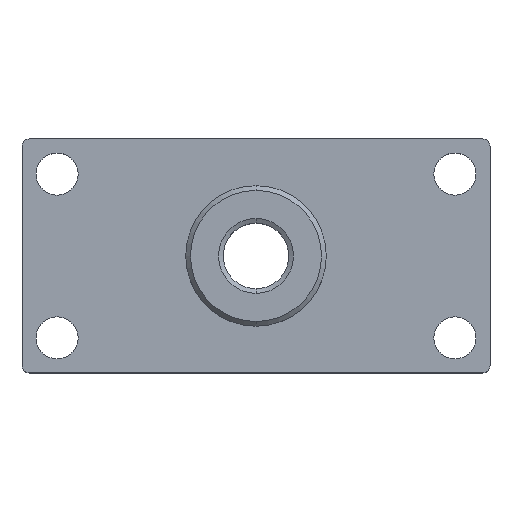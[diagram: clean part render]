
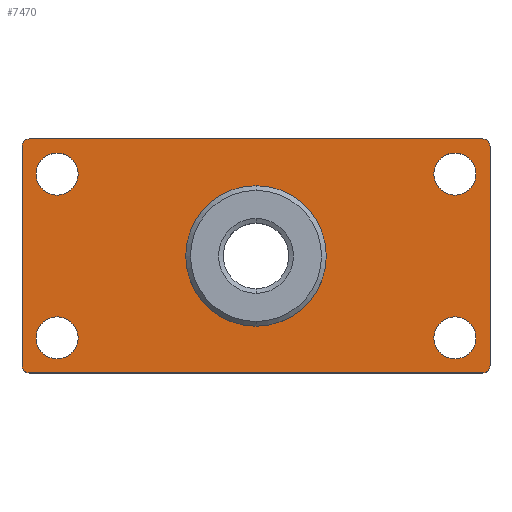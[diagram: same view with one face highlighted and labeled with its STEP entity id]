
A CAD part, top view. The second image highlights one B-rep face of the part: STEP entity #7470.
In plain terms, the highlighted planar face has unit normal (0, 0, 1).
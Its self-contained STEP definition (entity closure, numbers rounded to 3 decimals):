
#5970=CARTESIAN_POINT('',(0.,0.,10.));
#5980=DIRECTION('',(0.,0.,1.));
#5990=DIRECTION('',(1.,0.,0.));
#6000=AXIS2_PLACEMENT_3D('',#5970,#5980,#5990);
#6010=PLANE('',#6000);
#6020=CARTESIAN_POINT('',(92.5,42.5,10.));
#6030=DIRECTION('',(0.,0.,1.));
#6040=DIRECTION('',(1.,0.,0.));
#6050=AXIS2_PLACEMENT_3D('',#6020,#6030,#6040);
#6060=CIRCLE('',#6050,4.5);
#6070=CARTESIAN_POINT('',(97.,42.5,10.));
#6080=VERTEX_POINT('',#6070);
#6090=CARTESIAN_POINT('',(88.,42.5,10.));
#6100=VERTEX_POINT('',#6090);
#6110=EDGE_CURVE('',#6080,#6100,#6060,.T.);
#6120=ORIENTED_EDGE('',*,*,#6110,.F.);
#6130=EDGE_CURVE('',#6100,#6080,#6060,.T.);
#6140=ORIENTED_EDGE('',*,*,#6130,.F.);
#6150=EDGE_LOOP('',(#6140,#6120));
#6160=FACE_BOUND('',#6150,.T.);
#6170=CARTESIAN_POINT('',(50.,25.,10.));
#6180=DIRECTION('',(0.,0.,1.));
#6190=DIRECTION('',(1.,0.,0.));
#6200=AXIS2_PLACEMENT_3D('',#6170,#6180,#6190);
#6210=CIRCLE('',#6200,10.25);
#6220=CARTESIAN_POINT('',(60.25,25.,10.));
#6230=VERTEX_POINT('',#6220);
#6240=CARTESIAN_POINT('',(39.75,25.,10.));
#6250=VERTEX_POINT('',#6240);
#6260=EDGE_CURVE('',#6230,#6250,#6210,.T.);
#6270=ORIENTED_EDGE('',*,*,#6260,.F.);
#6280=EDGE_CURVE('',#6250,#6230,#6210,.T.);
#6290=ORIENTED_EDGE('',*,*,#6280,.F.);
#6300=EDGE_LOOP('',(#6290,#6270));
#6310=FACE_BOUND('',#6300,.T.);
#6320=CARTESIAN_POINT('',(92.5,7.5,10.));
#6330=DIRECTION('',(0.,0.,1.));
#6340=DIRECTION('',(1.,0.,0.));
#6350=AXIS2_PLACEMENT_3D('',#6320,#6330,#6340);
#6360=CIRCLE('',#6350,4.5);
#6370=CARTESIAN_POINT('',(97.,7.5,10.));
#6380=VERTEX_POINT('',#6370);
#6390=CARTESIAN_POINT('',(88.,7.5,10.));
#6400=VERTEX_POINT('',#6390);
#6410=EDGE_CURVE('',#6380,#6400,#6360,.T.);
#6420=ORIENTED_EDGE('',*,*,#6410,.F.);
#6430=EDGE_CURVE('',#6400,#6380,#6360,.T.);
#6440=ORIENTED_EDGE('',*,*,#6430,.F.);
#6450=EDGE_LOOP('',(#6440,#6420));
#6460=FACE_BOUND('',#6450,.T.);
#6470=CARTESIAN_POINT('',(7.5,42.5,10.));
#6480=DIRECTION('',(0.,0.,1.));
#6490=DIRECTION('',(1.,0.,0.));
#6500=AXIS2_PLACEMENT_3D('',#6470,#6480,#6490);
#6510=CIRCLE('',#6500,4.5);
#6520=CARTESIAN_POINT('',(12.,42.5,10.));
#6530=VERTEX_POINT('',#6520);
#6540=CARTESIAN_POINT('',(3.,42.5,10.));
#6550=VERTEX_POINT('',#6540);
#6560=EDGE_CURVE('',#6530,#6550,#6510,.T.);
#6570=ORIENTED_EDGE('',*,*,#6560,.F.);
#6580=EDGE_CURVE('',#6550,#6530,#6510,.T.);
#6590=ORIENTED_EDGE('',*,*,#6580,.F.);
#6600=EDGE_LOOP('',(#6590,#6570));
#6610=FACE_BOUND('',#6600,.T.);
#6620=CARTESIAN_POINT('',(7.5,7.5,10.));
#6630=DIRECTION('',(0.,0.,1.));
#6640=DIRECTION('',(1.,0.,0.));
#6650=AXIS2_PLACEMENT_3D('',#6620,#6630,#6640);
#6660=CIRCLE('',#6650,4.5);
#6670=CARTESIAN_POINT('',(12.,7.5,10.));
#6680=VERTEX_POINT('',#6670);
#6690=CARTESIAN_POINT('',(3.,7.5,10.));
#6700=VERTEX_POINT('',#6690);
#6710=EDGE_CURVE('',#6680,#6700,#6660,.T.);
#6720=ORIENTED_EDGE('',*,*,#6710,.F.);
#6730=EDGE_CURVE('',#6700,#6680,#6660,.T.);
#6740=ORIENTED_EDGE('',*,*,#6730,.F.);
#6750=EDGE_LOOP('',(#6740,#6720));
#6760=FACE_BOUND('',#6750,.T.);
#6770=CARTESIAN_POINT('',(1.6,1.6,10.));
#6780=DIRECTION('',(0.,0.,-1.));
#6790=DIRECTION('',(-1.,0.,0.));
#6800=AXIS2_PLACEMENT_3D('',#6770,#6780,#6790);
#6810=CIRCLE('',#6800,1.6);
#6820=CARTESIAN_POINT('',(1.6,0.,10.));
#6830=VERTEX_POINT('',#6820);
#6840=CARTESIAN_POINT('',(0.,1.6,10.));
#6850=VERTEX_POINT('',#6840);
#6860=EDGE_CURVE('',#6830,#6850,#6810,.T.);
#6870=ORIENTED_EDGE('',*,*,#6860,.F.);
#6880=CARTESIAN_POINT('',(0.,50.,10.));
#6890=DIRECTION('',(0.,-1.,0.));
#6900=VECTOR('',#6890,1.);
#6910=LINE('',#6880,#6900);
#6920=CARTESIAN_POINT('',(0.,48.4,10.));
#6930=VERTEX_POINT('',#6920);
#6940=EDGE_CURVE('',#6930,#6850,#6910,.T.);
#6950=ORIENTED_EDGE('',*,*,#6940,.T.);
#6960=CARTESIAN_POINT('',(1.6,48.4,10.));
#6970=DIRECTION('',(0.,0.,1.));
#6980=DIRECTION('',(1.,0.,0.));
#6990=AXIS2_PLACEMENT_3D('',#6960,#6970,#6980);
#7000=CIRCLE('',#6990,1.6);
#7010=CARTESIAN_POINT('',(1.6,50.,10.));
#7020=VERTEX_POINT('',#7010);
#7030=EDGE_CURVE('',#7020,#6930,#7000,.T.);
#7040=ORIENTED_EDGE('',*,*,#7030,.T.);
#7050=CARTESIAN_POINT('',(100.,50.,10.));
#7060=DIRECTION('',(-1.,0.,0.));
#7070=VECTOR('',#7060,1.);
#7080=LINE('',#7050,#7070);
#7090=CARTESIAN_POINT('',(98.4,50.,10.));
#7100=VERTEX_POINT('',#7090);
#7110=EDGE_CURVE('',#7100,#7020,#7080,.T.);
#7120=ORIENTED_EDGE('',*,*,#7110,.T.);
#7130=CARTESIAN_POINT('',(98.4,48.4,10.));
#7140=DIRECTION('',(0.,0.,1.));
#7150=DIRECTION('',(1.,0.,0.));
#7160=AXIS2_PLACEMENT_3D('',#7130,#7140,#7150);
#7170=CIRCLE('',#7160,1.6);
#7180=CARTESIAN_POINT('',(100.,48.4,10.));
#7190=VERTEX_POINT('',#7180);
#7200=EDGE_CURVE('',#7190,#7100,#7170,.T.);
#7210=ORIENTED_EDGE('',*,*,#7200,.T.);
#7220=CARTESIAN_POINT('',(100.,0.,10.));
#7230=DIRECTION('',(0.,1.,0.));
#7240=VECTOR('',#7230,1.);
#7250=LINE('',#7220,#7240);
#7260=CARTESIAN_POINT('',(100.,1.6,10.));
#7270=VERTEX_POINT('',#7260);
#7280=EDGE_CURVE('',#7270,#7190,#7250,.T.);
#7290=ORIENTED_EDGE('',*,*,#7280,.T.);
#7300=CARTESIAN_POINT('',(98.4,1.6,10.));
#7310=DIRECTION('',(0.,0.,1.));
#7320=DIRECTION('',(1.,0.,0.));
#7330=AXIS2_PLACEMENT_3D('',#7300,#7310,#7320);
#7340=CIRCLE('',#7330,1.6);
#7350=CARTESIAN_POINT('',(98.4,0.,10.));
#7360=VERTEX_POINT('',#7350);
#7370=EDGE_CURVE('',#7360,#7270,#7340,.T.);
#7380=ORIENTED_EDGE('',*,*,#7370,.T.);
#7390=CARTESIAN_POINT('',(0.,0.,10.));
#7400=DIRECTION('',(1.,0.,0.));
#7410=VECTOR('',#7400,1.);
#7420=LINE('',#7390,#7410);
#7430=EDGE_CURVE('',#6830,#7360,#7420,.T.);
#7440=ORIENTED_EDGE('',*,*,#7430,.T.);
#7450=EDGE_LOOP('',(#7440,#7380,#7290,#7210,#7120,#7040,#6950,#6870));
#7460=FACE_OUTER_BOUND('',#7450,.T.);
#7470=ADVANCED_FACE('',(#6160,#6310,#6460,#6610,#6760,#7460),#6010,.T.);
